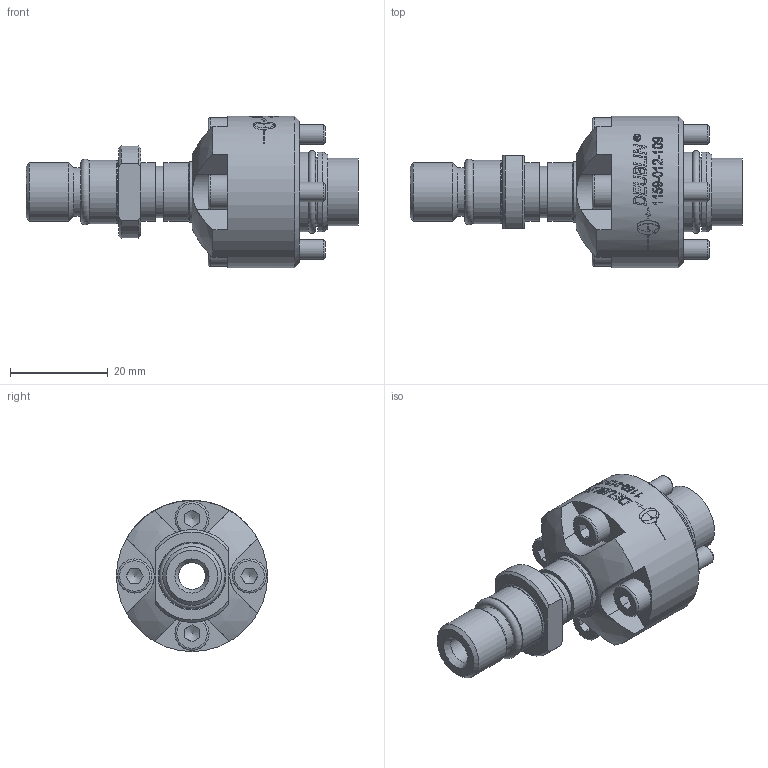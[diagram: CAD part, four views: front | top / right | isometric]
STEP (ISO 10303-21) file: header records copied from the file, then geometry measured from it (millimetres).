
FILE_DESCRIPTION(/* description */ (''),/* implementation_level */ '2;1');
FILE_NAME(/* name */ '1159-012-109-IC.stp',/* time_stamp */ '2020-05-13T13:48:32-05:00',/* author */ ('Moorera'),/* organization */ (''),/* preprocessor_version */ 'ST-DEVELOPER v18.1',/* originating_system */ 'Autodesk Inventor 2020',/* authorisation */ '');
FILE_SCHEMA (('AUTOMOTIVE_DESIGN { 1 0 10303 214 3 1 1 }'));
Length unit declared in the file: millimetre
Products named in the file (1): 1159-012-109-IC_Shrinkwrap_1
Bounding box: 68 x 30.95 x 30.95 mm (x, y, z)
Volume: 18784.7 mm3; surface area: 10887.8 mm2
Topology: 3 solids, 3 shells, 432 faces, 1177 edges, 804 vertices
Faces by surface type: plane 206, bspline 112, cylinder 81, cone 21, torus 11, sphere 1
Full cylindrical faces by diameter (mm): 2 x2, 4 x4, 4.5 x4, 5.5 x1, 7 x4, 9.9 x1, 10.5 x1, 12 x3, 12.5 x1, 12.994 x1, 13.25 x1, 13.3 x1, 13.9 x1, 13.93 x1, 16.368 x2, 30.95 x1
Entity records: 18333 total; most frequent: CARTESIAN_POINT 7346, ORIENTED_EDGE 2344, DIRECTION 1944, EDGE_CURVE 1172, VERTEX_POINT 804, AXIS2_PLACEMENT_3D 746, EDGE_LOOP 498, LINE 452
